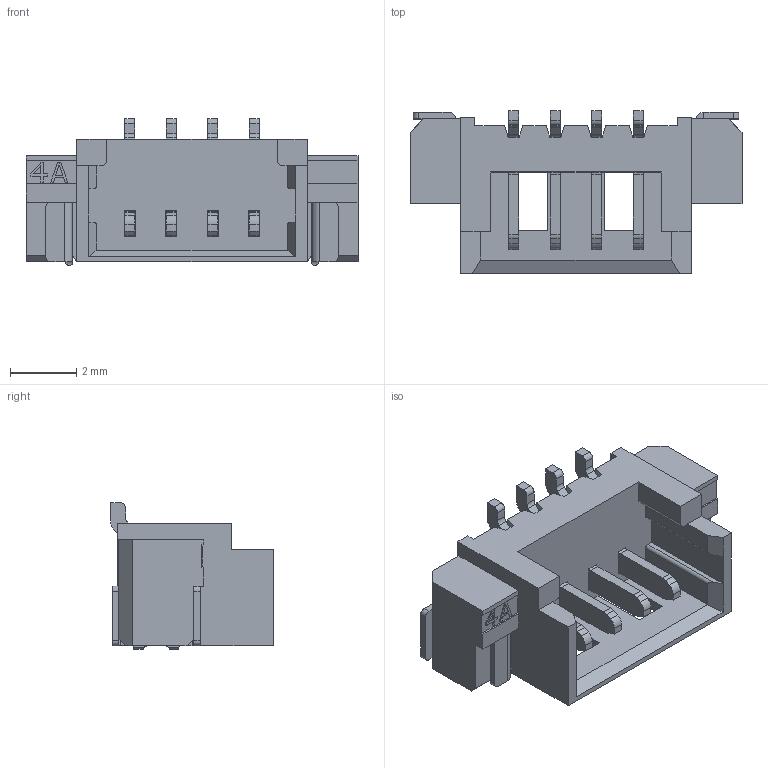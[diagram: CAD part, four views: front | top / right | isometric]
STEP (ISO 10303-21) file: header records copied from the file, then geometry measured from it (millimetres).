
FILE_DESCRIPTION((''),'2;1');
FILE_NAME('1_25-4P_3D_','2022-10-13T',('admin'),(''),'PRO/ENGINEER BY PARAMETRIC TECHNOLOGY CORPORATION, 2010280','PRO/ENGINEER BY PARAMETRIC TECHNOLOGY CORPORATION, 2010280','');
FILE_SCHEMA(('CONFIG_CONTROL_DESIGN'));
Length unit declared in the file: millimetre
Products named in the file (1): 1_25-4P_3D_
Bounding box: 10 x 4.9 x 4.41 mm (x, y, z)
Volume: 75.7 mm3; surface area: 298.5 mm2
Topology: 1 solids, 2 shells, 469 faces, 1434 edges, 931 vertices
Faces by surface type: plane 323, cylinder 146
Entity records: 16193 total; most frequent: CARTESIAN_POINT 3109, ORIENTED_EDGE 2864, DIRECTION 2603, EDGE_CURVE 1434, VECTOR 1109, LINE 1109, VERTEX_POINT 931, AXIS2_PLACEMENT_3D 747
